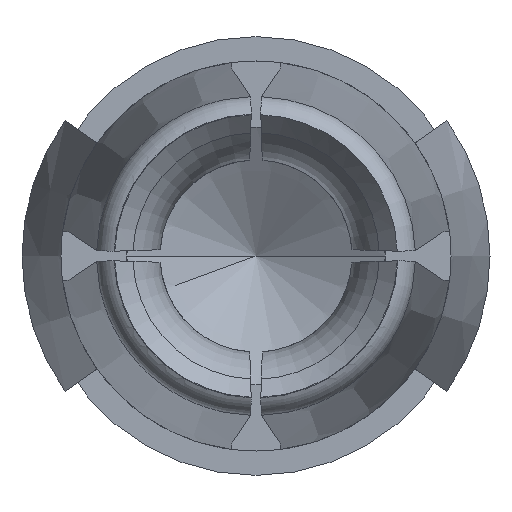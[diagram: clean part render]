
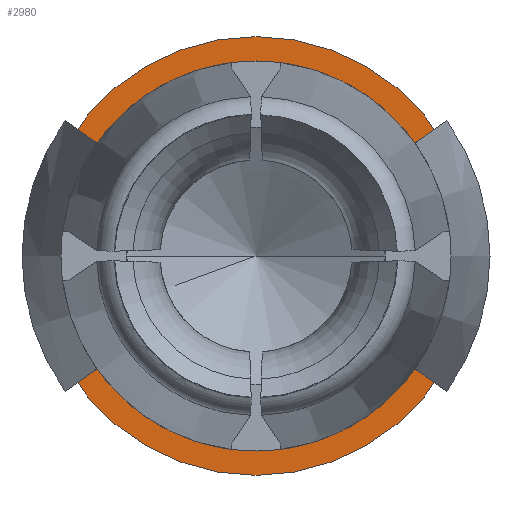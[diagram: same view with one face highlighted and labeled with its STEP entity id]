
A CAD part, front view. The second image highlights one B-rep face of the part: STEP entity #2980.
In plain terms, the highlighted planar face has unit normal (0, -1, 0).
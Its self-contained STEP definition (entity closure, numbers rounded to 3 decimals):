
#548=CARTESIAN_POINT('',(0.,18.1,0.));
#549=DIRECTION('',(0.,1.,0.));
#550=DIRECTION('',(1.,0.,0.));
#551=AXIS2_PLACEMENT_3D('',#548,#549,#550);
#553=CARTESIAN_POINT('',(0.,18.1,0.));
#554=DIRECTION('',(0.,1.,0.));
#555=DIRECTION('',(-1.,0.,0.));
#556=AXIS2_PLACEMENT_3D('',#553,#554,#555);
#558=CARTESIAN_POINT('',(0.,18.1,0.));
#559=DIRECTION('',(0.,-1.,0.));
#560=DIRECTION('',(-0.054,0.,0.999));
#561=AXIS2_PLACEMENT_3D('',#558,#559,#560);
#563=CARTESIAN_POINT('',(0.,18.1,0.));
#564=DIRECTION('',(0.,-1.,0.));
#565=DIRECTION('',(-1.,0.,0.));
#566=AXIS2_PLACEMENT_3D('',#563,#564,#565);
#568=CARTESIAN_POINT('',(0.,18.1,0.));
#569=DIRECTION('',(0.,-1.,0.));
#570=DIRECTION('',(1.,0.,0.));
#571=AXIS2_PLACEMENT_3D('',#568,#569,#570);
#573=DIRECTION('',(-0.054,0.,-0.999));
#574=VECTOR('',#573,0.15);
#575=CARTESIAN_POINT('',(0.1,18.1,1.847));
#576=LINE('',#575,#574);
#577=CARTESIAN_POINT('',(0.,18.1,0.));
#578=DIRECTION('',(0.,-1.,0.));
#579=DIRECTION('',(0.054,0.,0.999));
#580=AXIS2_PLACEMENT_3D('',#577,#578,#579);
#582=DIRECTION('',(-0.054,0.,0.999));
#583=VECTOR('',#582,0.15);
#584=CARTESIAN_POINT('',(-0.092,18.1,1.698));
#585=LINE('',#584,#583);
#2078=CARTESIAN_POINT('',(-0.092,18.1,1.698));
#2079=VERTEX_POINT('',#2078);
#2080=CARTESIAN_POINT('',(0.092,18.1,1.698));
#2081=VERTEX_POINT('',#2080);
#2082=CARTESIAN_POINT('',(-0.1,18.1,1.847));
#2083=VERTEX_POINT('',#2082);
#2084=CARTESIAN_POINT('',(2.25,18.1,0.));
#2085=CARTESIAN_POINT('',(-2.25,18.1,0.));
#2086=VERTEX_POINT('',#2084);
#2087=VERTEX_POINT('',#2085);
#2088=CARTESIAN_POINT('',(1.85,18.1,0.));
#2089=CARTESIAN_POINT('',(0.1,18.1,1.847));
#2090=VERTEX_POINT('',#2088);
#2091=VERTEX_POINT('',#2089);
#2092=CARTESIAN_POINT('',(-1.85,18.1,0.));
#2093=VERTEX_POINT('',#2092);
#2957=CARTESIAN_POINT('',(0.,18.1,0.));
#2958=DIRECTION('',(0.,-1.,0.));
#2959=DIRECTION('',(-1.,0.,0.));
#2960=AXIS2_PLACEMENT_3D('',#2957,#2958,#2959);
#2961=PLANE('',#2960);
#2963=ORIENTED_EDGE('',*,*,#2962,.T.);
#2965=ORIENTED_EDGE('',*,*,#2964,.T.);
#2966=EDGE_LOOP('',(#2963,#2965));
#2967=FACE_OUTER_BOUND('',#2966,.F.);
#2969=ORIENTED_EDGE('',*,*,#2968,.T.);
#2971=ORIENTED_EDGE('',*,*,#2970,.T.);
#2973=ORIENTED_EDGE('',*,*,#2972,.T.);
#2975=ORIENTED_EDGE('',*,*,#2974,.T.);
#2976=ORIENTED_EDGE('',*,*,#2936,.T.);
#2977=ORIENTED_EDGE('',*,*,#2948,.T.);
#2978=EDGE_LOOP('',(#2969,#2971,#2973,#2975,#2976,#2977));
#2979=FACE_BOUND('',#2978,.F.);
#2980=ADVANCED_FACE('',(#2967,#2979),#2961,.T.);
#552=CIRCLE('',#551,2.25);
#557=CIRCLE('',#556,2.25);
#562=CIRCLE('',#561,1.85);
#567=CIRCLE('',#566,1.85);
#572=CIRCLE('',#571,1.85);
#581=CIRCLE('',#580,1.7);
#2936=EDGE_CURVE('',#2081,#2079,#581,.T.);
#2948=EDGE_CURVE('',#2079,#2083,#585,.T.);
#2962=EDGE_CURVE('',#2086,#2087,#552,.T.);
#2964=EDGE_CURVE('',#2087,#2086,#557,.T.);
#2968=EDGE_CURVE('',#2083,#2093,#562,.T.);
#2970=EDGE_CURVE('',#2093,#2090,#567,.T.);
#2972=EDGE_CURVE('',#2090,#2091,#572,.T.);
#2974=EDGE_CURVE('',#2091,#2081,#576,.T.);
